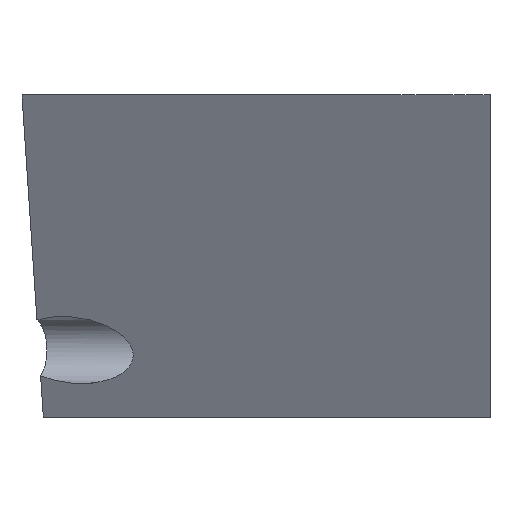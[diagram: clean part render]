
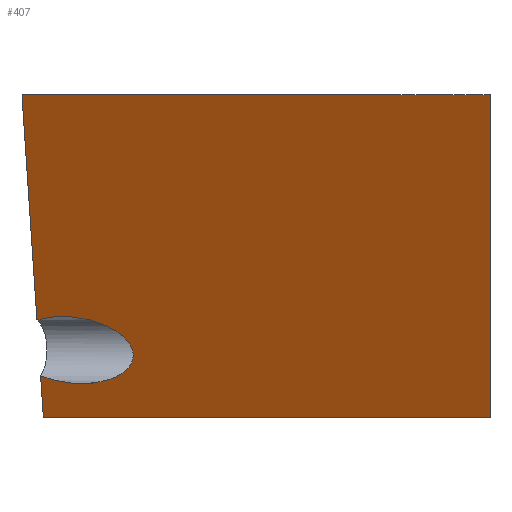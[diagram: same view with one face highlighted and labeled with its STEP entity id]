
A CAD part, front view. The second image highlights one B-rep face of the part: STEP entity #407.
In plain terms, the highlighted planar face has unit normal (-0.48, -0.866, -0.14).
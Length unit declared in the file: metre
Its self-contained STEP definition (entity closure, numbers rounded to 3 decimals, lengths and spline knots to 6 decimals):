
#18=PLANE('',#456);
#40=ELLIPSE('',#457,0.010422,0.005);
#59=LINE('',#699,#91);
#61=LINE('',#707,#93);
#62=LINE('',#711,#94);
#66=LINE('',#720,#98);
#68=LINE('',#725,#100);
#91=VECTOR('',#521,1.);
#93=VECTOR('',#529,1.);
#94=VECTOR('',#532,1.);
#98=VECTOR('',#538,1.);
#100=VECTOR('',#546,1.);
#164=ORIENTED_EDGE('',*,*,#265,.F.);
#165=ORIENTED_EDGE('',*,*,#255,.T.);
#166=ORIENTED_EDGE('',*,*,#251,.F.);
#167=ORIENTED_EDGE('',*,*,#261,.F.);
#168=ORIENTED_EDGE('',*,*,#264,.T.);
#169=ORIENTED_EDGE('',*,*,#257,.T.);
#251=EDGE_CURVE('',#305,#306,#59,.F.);
#255=EDGE_CURVE('',#309,#306,#61,.T.);
#257=EDGE_CURVE('',#311,#310,#62,.T.);
#261=EDGE_CURVE('',#313,#305,#66,.T.);
#264=EDGE_CURVE('',#313,#311,#68,.T.);
#265=EDGE_CURVE('',#309,#310,#40,.F.);
#305=VERTEX_POINT('',#698);
#306=VERTEX_POINT('',#700);
#309=VERTEX_POINT('',#708);
#310=VERTEX_POINT('',#710);
#311=VERTEX_POINT('',#712);
#313=VERTEX_POINT('',#718);
#339=EDGE_LOOP('',(#164,#165,#166,#167,#168,#169));
#371=FACE_BOUND('',#339,.T.);
#407=ADVANCED_FACE('',(#371),#18,.F.);
#456=AXIS2_PLACEMENT_3D('',#726,#547,#548);
#457=AXIS2_PLACEMENT_3D('',#727,#549,#550);
#521=DIRECTION('',(0.875,-0.484,0.));
#529=DIRECTION('',(0.066,0.123,-0.99));
#532=DIRECTION('',(0.066,0.123,-0.99));
#538=DIRECTION('',(0.,0.159,-0.987));
#546=DIRECTION('',(-0.875,0.484,0.));
#547=DIRECTION('',(0.48,0.866,0.14));
#548=DIRECTION('',(-0.877,0.474,0.076));
#549=DIRECTION('',(0.48,0.866,0.14));
#550=DIRECTION('',(0.877,-0.474,-0.076));
#698=CARTESIAN_POINT('',(-0.0595,-0.229253,-0.0007));
#699=CARTESIAN_POINT('',(-0.012224,-0.255436,-0.0007));
#700=CARTESIAN_POINT('',(-0.126152,-0.19234,-0.0007));
#707=CARTESIAN_POINT('',(-0.129162,-0.198,0.044749));
#708=CARTESIAN_POINT('',(-0.12656,-0.193107,0.005465));
#710=CARTESIAN_POINT('',(-0.127112,-0.194146,0.013805));
#711=CARTESIAN_POINT('',(-0.129162,-0.198,0.044749));
#712=CARTESIAN_POINT('',(-0.129334,-0.198324,0.047351));
#718=CARTESIAN_POINT('',(-0.0595,-0.237,0.047351));
#720=CARTESIAN_POINT('',(-0.0595,-0.235227,0.036353));
#725=CARTESIAN_POINT('',(-0.013698,-0.262366,0.047351));
#726=CARTESIAN_POINT('',(-0.104995,-0.209221,0.031334));
#727=CARTESIAN_POINT('',(-0.121883,-0.196316,0.0093));
